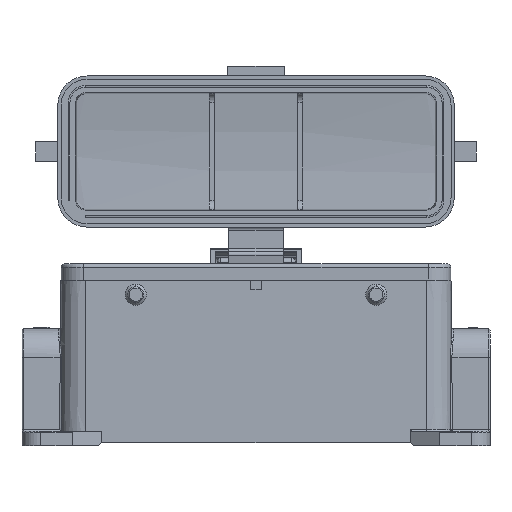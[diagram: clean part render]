
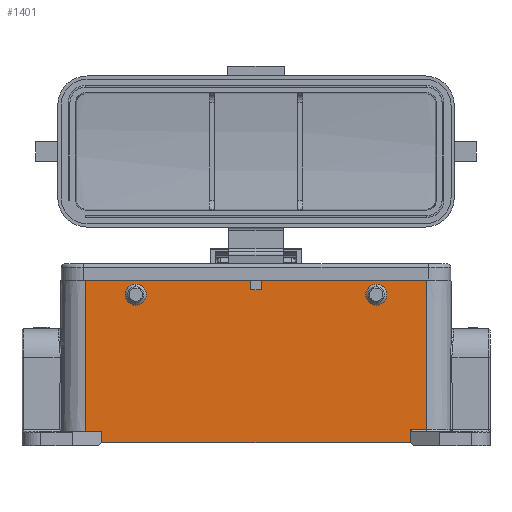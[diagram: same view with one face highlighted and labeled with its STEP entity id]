
A CAD part, left-side view. The second image highlights one B-rep face of the part: STEP entity #1401.
In plain terms, the highlighted planar face has unit normal (-1, 0, 0.009).
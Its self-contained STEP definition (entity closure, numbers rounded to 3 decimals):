
#63=ELLIPSE('',#19180,1.5,1.5);
#64=ELLIPSE('',#19181,1.5,1.5);
#334=FACE_BOUND('',#3885,.T.);
#335=FACE_BOUND('',#3886,.T.);
#336=FACE_BOUND('',#3887,.T.);
#712=PLANE('',#19182);
#1401=ADVANCED_FACE('',(#334,#335,#336),#712,.T.);
#3885=EDGE_LOOP('',(#10595));
#3886=EDGE_LOOP('',(#10596));
#3887=EDGE_LOOP('',(#10597,#10598,#10599,#10600,#10601,#10602,#10603,#10604,
#10605,#10606,#10607,#10608));
#5676=LINE('',#34512,#7040);
#5731=LINE('',#34971,#7095);
#5736=LINE('',#34985,#7100);
#5744=LINE('',#35014,#7108);
#5747=LINE('',#35021,#7111);
#5888=LINE('',#35733,#7252);
#5903=LINE('',#35887,#7267);
#5906=LINE('',#35912,#7270);
#5907=LINE('',#35918,#7271);
#5908=LINE('',#35920,#7272);
#5909=LINE('',#35921,#7273);
#5910=LINE('',#35923,#7274);
#7040=VECTOR('',#21766,1.);
#7095=VECTOR('',#21979,1.);
#7100=VECTOR('',#21992,1.);
#7108=VECTOR('',#22018,1.);
#7111=VECTOR('',#22023,1.);
#7252=VECTOR('',#22406,1.);
#7267=VECTOR('',#22459,1.);
#7270=VECTOR('',#22488,1.);
#7271=VECTOR('',#22495,1.);
#7272=VECTOR('',#22496,1.);
#7273=VECTOR('',#22497,1.);
#7274=VECTOR('',#22498,1.);
#10595=ORIENTED_EDGE('',*,*,#16428,.T.);
#10596=ORIENTED_EDGE('',*,*,#16429,.T.);
#10597=ORIENTED_EDGE('',*,*,#16416,.T.);
#10598=ORIENTED_EDGE('',*,*,#16430,.T.);
#10599=ORIENTED_EDGE('',*,*,#16431,.T.);
#10600=ORIENTED_EDGE('',*,*,#16016,.T.);
#10601=ORIENTED_EDGE('',*,*,#16432,.F.);
#10602=ORIENTED_EDGE('',*,*,#16433,.T.);
#10603=ORIENTED_EDGE('',*,*,#16133,.T.);
#10604=ORIENTED_EDGE('',*,*,#16140,.F.);
#10605=ORIENTED_EDGE('',*,*,#16152,.F.);
#10606=ORIENTED_EDGE('',*,*,#16155,.T.);
#10607=ORIENTED_EDGE('',*,*,#16386,.T.);
#10608=ORIENTED_EDGE('',*,*,#16427,.T.);
#13924=VERTEX_POINT('',#34511);
#13925=VERTEX_POINT('',#34513);
#14001=VERTEX_POINT('',#34970);
#14002=VERTEX_POINT('',#34972);
#14006=VERTEX_POINT('',#34984);
#14013=VERTEX_POINT('',#35015);
#14015=VERTEX_POINT('',#35020);
#14168=VERTEX_POINT('',#35732);
#14183=VERTEX_POINT('',#35886);
#14184=VERTEX_POINT('',#35888);
#14189=VERTEX_POINT('',#35915);
#14190=VERTEX_POINT('',#35917);
#14191=VERTEX_POINT('',#35919);
#14192=VERTEX_POINT('',#35922);
#16016=EDGE_CURVE('',#13925,#13924,#5676,.T.);
#16133=EDGE_CURVE('',#14002,#14001,#5731,.T.);
#16140=EDGE_CURVE('',#14006,#14001,#5736,.T.);
#16152=EDGE_CURVE('',#14013,#14006,#5744,.T.);
#16155=EDGE_CURVE('',#14013,#14015,#5747,.T.);
#16386=EDGE_CURVE('',#14015,#14168,#5888,.T.);
#16416=EDGE_CURVE('',#14184,#14183,#5903,.T.);
#16427=EDGE_CURVE('',#14168,#14184,#5906,.T.);
#16428=EDGE_CURVE('',#14189,#14189,#63,.T.);
#16429=EDGE_CURVE('',#14190,#14190,#64,.T.);
#16430=EDGE_CURVE('',#14183,#14191,#5907,.T.);
#16431=EDGE_CURVE('',#14191,#13925,#5908,.T.);
#16432=EDGE_CURVE('',#14192,#13924,#5909,.T.);
#16433=EDGE_CURVE('',#14192,#14002,#5910,.T.);
#19180=AXIS2_PLACEMENT_3D('',#35914,#22491,#22492);
#19181=AXIS2_PLACEMENT_3D('',#35916,#22493,#22494);
#19182=AXIS2_PLACEMENT_3D('',#35924,#22499,#22500);
#21766=DIRECTION('',(0.,1.,0.));
#21979=DIRECTION('',(-0.009,0.,-1.));
#21992=DIRECTION('',(0.,1.,0.));
#22018=DIRECTION('',(0.009,0.,1.));
#22023=DIRECTION('',(0.,-1.,0.));
#22406=DIRECTION('',(0.009,0.,1.));
#22459=DIRECTION('',(0.009,0.,1.));
#22488=DIRECTION('',(0.,-1.,0.));
#22491=DIRECTION('',(1.,0.,-0.009));
#22492=DIRECTION('',(-0.009,0.,-1.));
#22493=DIRECTION('',(1.,0.,-0.009));
#22494=DIRECTION('',(-0.009,0.,-1.));
#22495=DIRECTION('',(0.,1.,0.));
#22496=DIRECTION('',(-0.009,0.,-1.));
#22497=DIRECTION('',(-0.009,0.,-1.));
#22498=DIRECTION('',(0.,1.,0.));
#22499=DIRECTION('',(-1.,0.,0.009));
#22500=DIRECTION('',(0.,1.,0.));
#34511=CARTESIAN_POINT('',(-21.526,1.6,48.));
#34512=CARTESIAN_POINT('',(-21.526,-1.6,48.));
#34513=CARTESIAN_POINT('',(-21.526,-1.6,48.));
#34970=CARTESIAN_POINT('',(-21.906,52.5,4.5));
#34971=CARTESIAN_POINT('',(-21.5,52.5,51.));
#34972=CARTESIAN_POINT('',(-21.5,52.5,51.));
#34984=CARTESIAN_POINT('',(-21.906,47.5,4.5));
#34985=CARTESIAN_POINT('',(-21.906,47.5,4.5));
#35014=CARTESIAN_POINT('',(-21.936,47.5,1.));
#35015=CARTESIAN_POINT('',(-21.936,47.5,1.));
#35020=CARTESIAN_POINT('',(-21.936,-47.5,1.));
#35021=CARTESIAN_POINT('',(-21.936,47.5,1.));
#35732=CARTESIAN_POINT('',(-21.901,-47.5,4.996));
#35733=CARTESIAN_POINT('',(-21.936,-47.5,1.));
#35886=CARTESIAN_POINT('',(-21.5,-52.5,51.));
#35887=CARTESIAN_POINT('',(-21.901,-52.5,4.996));
#35888=CARTESIAN_POINT('',(-21.901,-52.5,4.996));
#35912=CARTESIAN_POINT('',(-21.901,-47.5,4.996));
#35914=CARTESIAN_POINT('',(-21.539,37.,46.5));
#35915=CARTESIAN_POINT('',(-21.552,37.,45.));
#35916=CARTESIAN_POINT('',(-21.539,-37.,46.5));
#35917=CARTESIAN_POINT('',(-21.552,-37.,45.));
#35918=CARTESIAN_POINT('',(-21.5,-52.5,51.));
#35919=CARTESIAN_POINT('',(-21.5,-1.6,51.));
#35920=CARTESIAN_POINT('',(-21.5,-1.6,51.));
#35921=CARTESIAN_POINT('',(-21.5,1.6,51.));
#35922=CARTESIAN_POINT('',(-21.5,1.6,51.));
#35923=CARTESIAN_POINT('',(-21.5,1.6,51.));
#35924=CARTESIAN_POINT('',(-21.5,55.148,51.));
